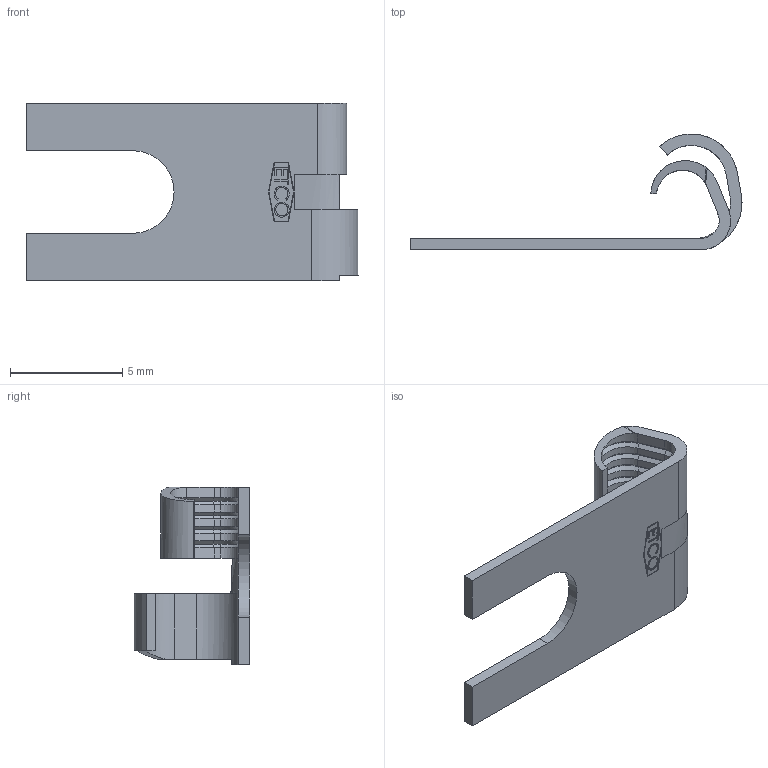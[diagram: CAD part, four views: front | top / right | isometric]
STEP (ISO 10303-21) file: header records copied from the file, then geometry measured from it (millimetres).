
FILE_DESCRIPTION (( 'STEP AP203' ), '1' );
FILE_NAME ('05330.STEP', '2019-12-30T17:59:29', ( 'tempuser' ), ( 'Microsoft' ), 'SwSTEP 2.0', 'SolidWorks 2019', '' );
FILE_SCHEMA (( 'CONFIG_CONTROL_DESIGN' ));
Length unit declared in the file: inch
Products named in the file (1): 05330
Bounding box: 14.78 x 5.16 x 7.92 mm (x, y, z)
Volume: 61.7 mm3; surface area: 292.7 mm2
Topology: 1 solids, 1 shells, 153 faces, 396 edges, 251 vertices
Faces by surface type: plane 90, cylinder 22, bspline 21, cone 20
Entity records: 6022 total; most frequent: CARTESIAN_POINT 2358, ORIENTED_EDGE 792, DIRECTION 659, EDGE_CURVE 396, LINE 277, VECTOR 277, VERTEX_POINT 251, AXIS2_PLACEMENT_3D 191
